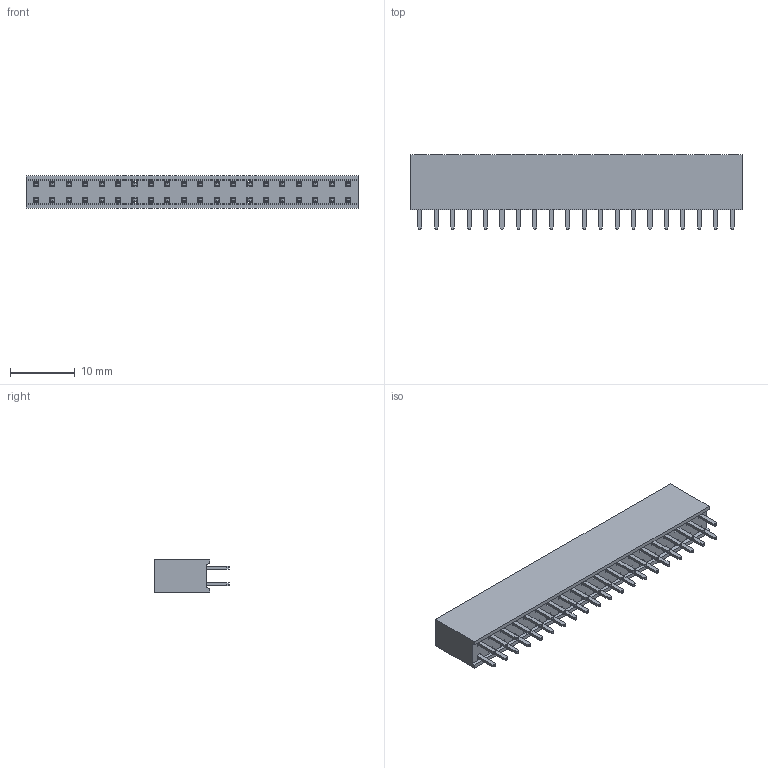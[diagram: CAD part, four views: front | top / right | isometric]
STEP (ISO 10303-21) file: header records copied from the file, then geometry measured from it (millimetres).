
FILE_DESCRIPTION (( 'STEP AP214' ), '1' );
FILE_NAME ('2222.STEP', '2019-03-15T23:49:57', ( '' ), ( '' ), 'SwSTEP 2.0', 'SolidWorks 2017', '' );
FILE_SCHEMA (( 'AUTOMOTIVE_DESIGN' ));
Length unit declared in the file: millimetre
Products named in the file (1): 2222
Bounding box: 51.3 x 11.5 x 5 mm (x, y, z)
Volume: 1585.1 mm3; surface area: 4529.9 mm2
Topology: 41 solids, 41 shells, 1690 faces, 4424 edges, 2896 vertices
Faces by surface type: plane 1410, cylinder 280
Entity records: 51722 total; most frequent: CARTESIAN_POINT 9011, ORIENTED_EDGE 8848, DIRECTION 8366, EDGE_CURVE 4424, LINE 3864, VECTOR 3864, VERTEX_POINT 2896, AXIS2_PLACEMENT_3D 2251
